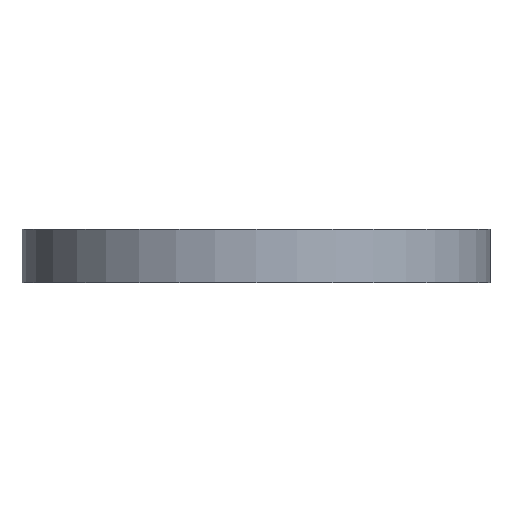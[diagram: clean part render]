
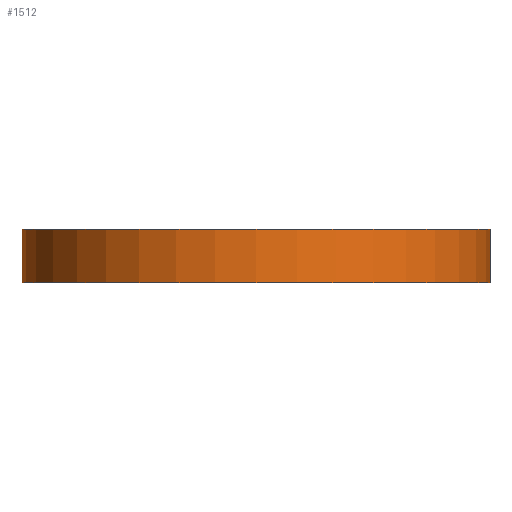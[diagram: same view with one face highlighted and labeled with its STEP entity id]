
A CAD part, front view. The second image highlights one B-rep face of the part: STEP entity #1512.
In plain terms, the highlighted cylindrical face has radius 35 mm (diameter 70 mm), a partial arc.
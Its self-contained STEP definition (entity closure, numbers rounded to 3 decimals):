
#31 = VERTEX_POINT ( 'NONE', #954 ) ;
#43 = EDGE_LOOP ( 'NONE', ( #239, #622, #804, #427 ) ) ;
#58 = CIRCLE ( 'NONE', #453, 35. ) ;
#137 = CARTESIAN_POINT ( 'NONE',  ( 35., 0., 0. ) ) ;
#187 = CARTESIAN_POINT ( 'NONE',  ( 0., 0., 0. ) ) ;
#215 = EDGE_CURVE ( 'NONE', #31, #1321, #1182, .T. ) ;
#239 = ORIENTED_EDGE ( 'NONE', *, *, #915, .F. ) ;
#241 = CARTESIAN_POINT ( 'NONE',  ( 0., 0., -464. ) ) ;
#268 = VERTEX_POINT ( 'NONE', #428 ) ;
#301 = DIRECTION ( 'NONE',  ( 1., 0., 0. ) ) ;
#330 = AXIS2_PLACEMENT_3D ( 'NONE', #241, #1168, #1009 ) ;
#362 = CARTESIAN_POINT ( 'NONE',  ( 35., 0., -456. ) ) ;
#375 = DIRECTION ( 'NONE',  ( 0., 0., 1. ) ) ;
#407 = VERTEX_POINT ( 'NONE', #1243 ) ;
#411 = DIRECTION ( 'NONE',  ( 0., 0., 1. ) ) ;
#427 = ORIENTED_EDGE ( 'NONE', *, *, #644, .F. ) ;
#428 = CARTESIAN_POINT ( 'NONE',  ( -35., 0., -456. ) ) ;
#453 = AXIS2_PLACEMENT_3D ( 'NONE', #1389, #1372, #1052 ) ;
#455 = CIRCLE ( 'NONE', #330, 35. ) ;
#495 = DIRECTION ( 'NONE',  ( 0., 0., 1. ) ) ;
#622 = ORIENTED_EDGE ( 'NONE', *, *, #665, .T. ) ;
#630 = AXIS2_PLACEMENT_3D ( 'NONE', #187, #411, #301 ) ;
#634 = CYLINDRICAL_SURFACE ( 'NONE', #630, 35. ) ;
#644 = EDGE_CURVE ( 'NONE', #268, #1321, #58, .T. ) ;
#665 = EDGE_CURVE ( 'NONE', #407, #31, #455, .T. ) ;
#804 = ORIENTED_EDGE ( 'NONE', *, *, #215, .T. ) ;
#915 = EDGE_CURVE ( 'NONE', #407, #268, #959, .T. ) ;
#954 = CARTESIAN_POINT ( 'NONE',  ( 35., 0., -464. ) ) ;
#959 = LINE ( 'NONE', #1198, #1310 ) ;
#976 = FACE_OUTER_BOUND ( 'NONE', #43, .T. ) ;
#1009 = DIRECTION ( 'NONE',  ( 1., 0., 0. ) ) ;
#1052 = DIRECTION ( 'NONE',  ( 1., 0., 0. ) ) ;
#1168 = DIRECTION ( 'NONE',  ( 0., 0., 1. ) ) ;
#1182 = LINE ( 'NONE', #137, #1255 ) ;
#1198 = CARTESIAN_POINT ( 'NONE',  ( -35., 0., 0. ) ) ;
#1243 = CARTESIAN_POINT ( 'NONE',  ( -35., 0., -464. ) ) ;
#1255 = VECTOR ( 'NONE', #495, 1000. ) ;
#1310 = VECTOR ( 'NONE', #375, 1000. ) ;
#1321 = VERTEX_POINT ( 'NONE', #362 ) ;
#1372 = DIRECTION ( 'NONE',  ( 0., 0., 1. ) ) ;
#1389 = CARTESIAN_POINT ( 'NONE',  ( 0., 0., -456. ) ) ;
#1512 = ADVANCED_FACE ( 'NONE', ( #976 ), #634, .T. ) ;
